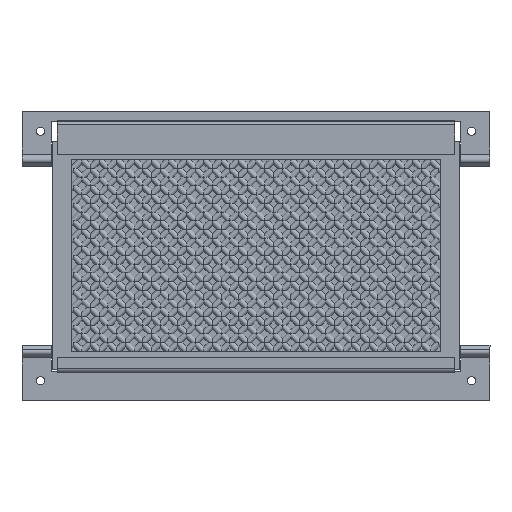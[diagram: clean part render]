
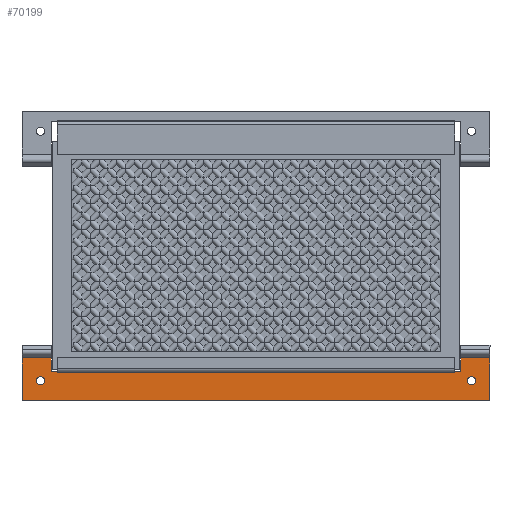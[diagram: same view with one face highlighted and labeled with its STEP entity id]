
A CAD part, front view. The second image highlights one B-rep face of the part: STEP entity #70199.
In plain terms, the highlighted planar face has unit normal (0, -1, 0).
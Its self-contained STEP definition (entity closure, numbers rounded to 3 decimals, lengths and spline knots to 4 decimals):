
#920 = VERTEX_POINT ( 'NONE', #73549 ) ;
#1410 = EDGE_CURVE ( 'NONE', #920, #17499, #88508, .T. ) ;
#1942 = DIRECTION ( 'NONE',  ( -1., 0., 0. ) ) ;
#2119 = CARTESIAN_POINT ( 'NONE',  ( 9.5, 0., -5.0047 ) ) ;
#2128 = DIRECTION ( 'NONE',  ( 0., 1., 0. ) ) ;
#2813 = LINE ( 'NONE', #88504, #64197 ) ;
#3620 = AXIS2_PLACEMENT_3D ( 'NONE', #72139, #34975, #58456 ) ;
#4107 = EDGE_CURVE ( 'NONE', #83535, #63116, #40237, .T. ) ;
#4145 = EDGE_LOOP ( 'NONE', ( #59344 ) ) ;
#6541 = PLANE ( 'NONE',  #79486 ) ;
#6825 = ORIENTED_EDGE ( 'NONE', *, *, #23540, .T. ) ;
#8439 = VECTOR ( 'NONE', #63240, 39.3701 ) ;
#8511 = VECTOR ( 'NONE', #23567, 39.3701 ) ;
#9864 = VECTOR ( 'NONE', #10778, 39.3701 ) ;
#10778 = DIRECTION ( 'NONE',  ( -1., 0., 0. ) ) ;
#11203 = ORIENTED_EDGE ( 'NONE', *, *, #65722, .T. ) ;
#12239 = FACE_OUTER_BOUND ( 'NONE', #54613, .T. ) ;
#13377 = CARTESIAN_POINT ( 'NONE',  ( 9.5, 0., -5.307 ) ) ;
#14902 = CARTESIAN_POINT ( 'NONE',  ( 9.125, 0., -5.466 ) ) ;
#17019 = EDGE_LOOP ( 'NONE', ( #30928 ) ) ;
#17499 = VERTEX_POINT ( 'NONE', #63453 ) ;
#17838 = CARTESIAN_POINT ( 'NONE',  ( 9.5, 0., -5.287 ) ) ;
#17907 = CARTESIAN_POINT ( 'NONE',  ( 0.719, 0., -5.872 ) ) ;
#19146 = VECTOR ( 'NONE', #50843, 39.3701 ) ;
#19548 = CARTESIAN_POINT ( 'NONE',  ( 9.5, 0., -5.872 ) ) ;
#20352 = EDGE_CURVE ( 'NONE', #17499, #44047, #31162, .T. ) ;
#22103 = EDGE_CURVE ( 'NONE', #29188, #29188, #91130, .T. ) ;
#22962 = CARTESIAN_POINT ( 'NONE',  ( 0.719, 0., -5.307 ) ) ;
#23540 = EDGE_CURVE ( 'NONE', #79061, #83535, #59508, .T. ) ;
#23567 = DIRECTION ( 'NONE',  ( 0., 0., -1. ) ) ;
#27478 = CARTESIAN_POINT ( 'NONE',  ( 0.594, 0., -5.0047 ) ) ;
#28326 = EDGE_CURVE ( 'NONE', #78184, #78601, #82839, .T. ) ;
#28595 = ORIENTED_EDGE ( 'NONE', *, *, #87836, .T. ) ;
#29188 = VERTEX_POINT ( 'NONE', #48954 ) ;
#29695 = LINE ( 'NONE', #87129, #34835 ) ;
#30928 = ORIENTED_EDGE ( 'NONE', *, *, #22103, .T. ) ;
#31162 = LINE ( 'NONE', #52771, #59342 ) ;
#34017 = ORIENTED_EDGE ( 'NONE', *, *, #76890, .T. ) ;
#34835 = VECTOR ( 'NONE', #51300, 39.3701 ) ;
#34975 = DIRECTION ( 'NONE',  ( 0., 1., 0. ) ) ;
#37164 = DIRECTION ( 'NONE',  ( -1., 0., 0. ) ) ;
#39057 = DIRECTION ( 'NONE',  ( 0., 0., 1. ) ) ;
#39529 = CARTESIAN_POINT ( 'NONE',  ( 8.906, 0., -5.872 ) ) ;
#39801 = ORIENTED_EDGE ( 'NONE', *, *, #50394, .T. ) ;
#40237 = LINE ( 'NONE', #19548, #65343 ) ;
#40946 = CARTESIAN_POINT ( 'NONE',  ( 9.5, 0., -5.872 ) ) ;
#41256 = CIRCLE ( 'NONE', #3620, 0.083 ) ;
#41443 = VERTEX_POINT ( 'NONE', #27478 ) ;
#42063 = CARTESIAN_POINT ( 'NONE',  ( 0.594, 0., -5.872 ) ) ;
#42302 = FACE_BOUND ( 'NONE', #17019, .T. ) ;
#43149 = ORIENTED_EDGE ( 'NONE', *, *, #1410, .T. ) ;
#43451 = ORIENTED_EDGE ( 'NONE', *, *, #28326, .T. ) ;
#44047 = VERTEX_POINT ( 'NONE', #70450 ) ;
#45402 = CARTESIAN_POINT ( 'NONE',  ( 9.5, 0., -5.872 ) ) ;
#46761 = CARTESIAN_POINT ( 'NONE',  ( 0.719, 0., -5.287 ) ) ;
#47776 = EDGE_CURVE ( 'NONE', #62720, #41443, #92000, .T. ) ;
#48954 = CARTESIAN_POINT ( 'NONE',  ( 9.125, 0., -5.549 ) ) ;
#49579 = LINE ( 'NONE', #13377, #8439 ) ;
#50079 = ORIENTED_EDGE ( 'NONE', *, *, #4107, .T. ) ;
#50394 = EDGE_CURVE ( 'NONE', #63116, #920, #88001, .T. ) ;
#50843 = DIRECTION ( 'NONE',  ( 0., 0., -1. ) ) ;
#51300 = DIRECTION ( 'NONE',  ( 0., 0., -1. ) ) ;
#51331 = ORIENTED_EDGE ( 'NONE', *, *, #92131, .T. ) ;
#51546 = DIRECTION ( 'NONE',  ( 0., 0., -1. ) ) ;
#51563 = CARTESIAN_POINT ( 'NONE',  ( 0., 0., -5.0047 ) ) ;
#52457 = DIRECTION ( 'NONE',  ( 1., 0., 0. ) ) ;
#52771 = CARTESIAN_POINT ( 'NONE',  ( 9.5, 0., -5.287 ) ) ;
#54613 = EDGE_LOOP ( 'NONE', ( #43451, #11203, #60461, #78760, #34017, #6825, #50079, #39801, #43149, #60887, #51331, #28595 ) ) ;
#56659 = VECTOR ( 'NONE', #52457, 39.3701 ) ;
#57845 = VERTEX_POINT ( 'NONE', #64021 ) ;
#58138 = VECTOR ( 'NONE', #69544, 39.3701 ) ;
#58456 = DIRECTION ( 'NONE',  ( 0., 0., -1. ) ) ;
#59342 = VECTOR ( 'NONE', #1942, 39.3701 ) ;
#59344 = ORIENTED_EDGE ( 'NONE', *, *, #78909, .T. ) ;
#59508 = LINE ( 'NONE', #45402, #56659 ) ;
#60461 = ORIENTED_EDGE ( 'NONE', *, *, #47776, .T. ) ;
#60887 = ORIENTED_EDGE ( 'NONE', *, *, #20352, .T. ) ;
#61757 = VERTEX_POINT ( 'NONE', #51563 ) ;
#61968 = CARTESIAN_POINT ( 'NONE',  ( 9.5, 0., -5.872 ) ) ;
#62720 = VERTEX_POINT ( 'NONE', #82288 ) ;
#62875 = CARTESIAN_POINT ( 'NONE',  ( 0., 0., -5.872 ) ) ;
#63042 = DIRECTION ( 'NONE',  ( 0., -1., 0. ) ) ;
#63116 = VERTEX_POINT ( 'NONE', #2119 ) ;
#63240 = DIRECTION ( 'NONE',  ( -1., 0., 0. ) ) ;
#63453 = CARTESIAN_POINT ( 'NONE',  ( 8.906, 0., -5.287 ) ) ;
#64021 = CARTESIAN_POINT ( 'NONE',  ( 0.375, 0., -5.549 ) ) ;
#64197 = VECTOR ( 'NONE', #37164, 39.3701 ) ;
#65343 = VECTOR ( 'NONE', #68946, 39.3701 ) ;
#65722 = EDGE_CURVE ( 'NONE', #78601, #62720, #75232, .T. ) ;
#66501 = DIRECTION ( 'NONE',  ( 0., 0., 1. ) ) ;
#66918 = VECTOR ( 'NONE', #66501, 39.3701 ) ;
#68946 = DIRECTION ( 'NONE',  ( 0., 0., 1. ) ) ;
#69544 = DIRECTION ( 'NONE',  ( -1., 0., 0. ) ) ;
#69811 = VECTOR ( 'NONE', #39057, 39.3701 ) ;
#70199 = ADVANCED_FACE ( 'NONE', ( #42302, #71020, #12239 ), #6541, .T. ) ;
#70450 = CARTESIAN_POINT ( 'NONE',  ( 8.781, 0., -5.287 ) ) ;
#71020 = FACE_BOUND ( 'NONE', #4145, .T. ) ;
#72139 = CARTESIAN_POINT ( 'NONE',  ( 0.375, 0., -5.466 ) ) ;
#72260 = CARTESIAN_POINT ( 'NONE',  ( 8.781, 0., -5.307 ) ) ;
#73549 = CARTESIAN_POINT ( 'NONE',  ( 8.906, 0., -5.0047 ) ) ;
#75232 = LINE ( 'NONE', #17838, #58138 ) ;
#75730 = CARTESIAN_POINT ( 'NONE',  ( 9.5, 0., -5.0047 ) ) ;
#76890 = EDGE_CURVE ( 'NONE', #61757, #79061, #29695, .T. ) ;
#78184 = VERTEX_POINT ( 'NONE', #22962 ) ;
#78601 = VERTEX_POINT ( 'NONE', #46761 ) ;
#78760 = ORIENTED_EDGE ( 'NONE', *, *, #91183, .T. ) ;
#78909 = EDGE_CURVE ( 'NONE', #57845, #57845, #41256, .T. ) ;
#79061 = VERTEX_POINT ( 'NONE', #62875 ) ;
#79486 = AXIS2_PLACEMENT_3D ( 'NONE', #40946, #63042, #92715 ) ;
#80332 = VERTEX_POINT ( 'NONE', #72260 ) ;
#82288 = CARTESIAN_POINT ( 'NONE',  ( 0.594, 0., -5.287 ) ) ;
#82839 = LINE ( 'NONE', #17907, #69811 ) ;
#83535 = VERTEX_POINT ( 'NONE', #61968 ) ;
#85744 = CARTESIAN_POINT ( 'NONE',  ( 8.781, 0., -5.872 ) ) ;
#86620 = AXIS2_PLACEMENT_3D ( 'NONE', #14902, #2128, #51546 ) ;
#87129 = CARTESIAN_POINT ( 'NONE',  ( 0., 0., -5.872 ) ) ;
#87836 = EDGE_CURVE ( 'NONE', #80332, #78184, #49579, .T. ) ;
#88001 = LINE ( 'NONE', #75730, #9864 ) ;
#88504 = CARTESIAN_POINT ( 'NONE',  ( 9.5, 0., -5.0047 ) ) ;
#88508 = LINE ( 'NONE', #39529, #8511 ) ;
#91130 = CIRCLE ( 'NONE', #86620, 0.083 ) ;
#91183 = EDGE_CURVE ( 'NONE', #41443, #61757, #2813, .T. ) ;
#92000 = LINE ( 'NONE', #42063, #66918 ) ;
#92131 = EDGE_CURVE ( 'NONE', #44047, #80332, #92821, .T. ) ;
#92715 = DIRECTION ( 'NONE',  ( 0., 0., 1. ) ) ;
#92821 = LINE ( 'NONE', #85744, #19146 ) ;
